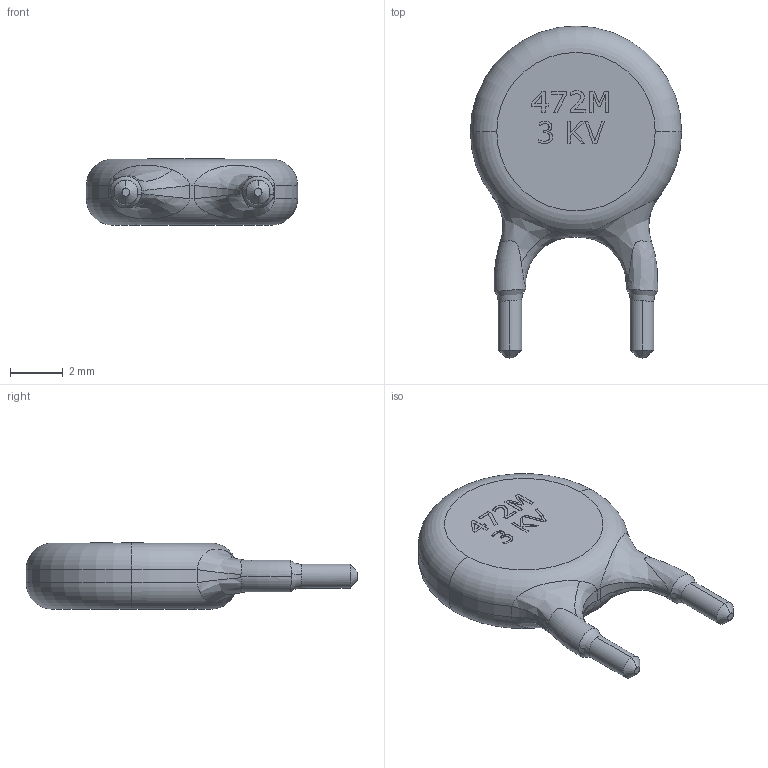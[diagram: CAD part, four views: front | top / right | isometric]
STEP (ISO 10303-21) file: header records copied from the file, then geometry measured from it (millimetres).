
FILE_DESCRIPTION (( 'STEP AP214' ), '1' );
FILE_NAME ('User Library-Kondensator_5mm.STEP', '2012-03-25T20:58:50', ( 'SysAdmin' ), ( 'SolidWorks' ), 'SwSTEP 2.0', 'SolidWorks 2012', '' );
FILE_SCHEMA (( 'AUTOMOTIVE_DESIGN' ));
Length unit declared in the file: millimetre
Products named in the file (1): User Library-Kondensator_5mm
Bounding box: 8 x 12.57 x 2.51 mm (x, y, z)
Volume: 126.7 mm3; surface area: 174 mm2
Topology: 1 solids, 1 shells, 140 faces, 374 edges, 244 vertices
Faces by surface type: plane 79, bspline 43, cylinder 8, torus 6, cone 4
Entity records: 7747 total; most frequent: CARTESIAN_POINT 3014, ORIENTED_EDGE 748, DIRECTION 522, EDGE_CURVE 374, VERTEX_POINT 244, VECTOR 238, LINE 238, EDGE_LOOP 148
